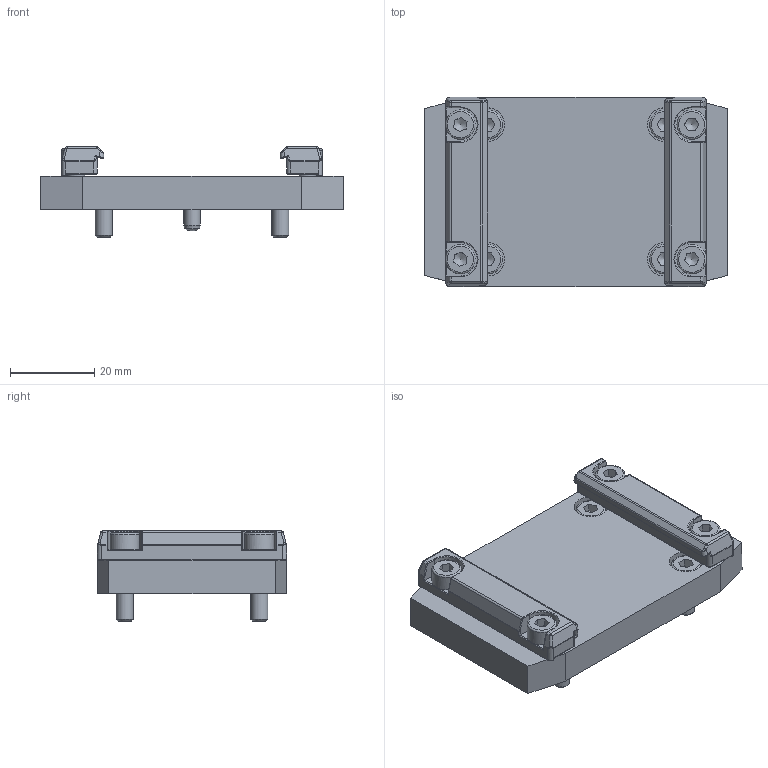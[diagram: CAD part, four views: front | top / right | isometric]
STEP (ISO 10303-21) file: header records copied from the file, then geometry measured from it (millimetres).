
FILE_DESCRIPTION(/* description */ (''),/* implementation_level */ '2;1');
FILE_NAME(/* name */ 'CAD_111005.stp',/* time_stamp */ '2021-03-17T15:47:50+01:00',/* author */ ('rfeldin'),/* organization */ (''),/* preprocessor_version */ 'ST-DEVELOPER v18',/* originating_system */ 'Autodesk Inventor 2020',/* authorisation */ '');
FILE_SCHEMA (('CONFIG_CONTROL_DESIGN'));
Length unit declared in the file: millimetre
Products named in the file (1): CAD_111005
Bounding box: 72 x 45 x 21.5 mm (x, y, z)
Volume: 30197.8 mm3; surface area: 13659.8 mm2
Topology: 1 solids, 3 shells, 408 faces, 1021 edges, 635 vertices
Faces by surface type: plane 138, cylinder 132, bspline 52, torus 44, cone 22, sphere 20
Full cylindrical faces by diameter (mm): 3.242 x4, 4 x12, 4.5 x8, 7 x8, 8 x4
Entity records: 13711 total; most frequent: CARTESIAN_POINT 3553, DIRECTION 2098, ORIENTED_EDGE 2014, EDGE_CURVE 1007, AXIS2_PLACEMENT_3D 846, VERTEX_POINT 635, EDGE_LOOP 446, CIRCLE 421
